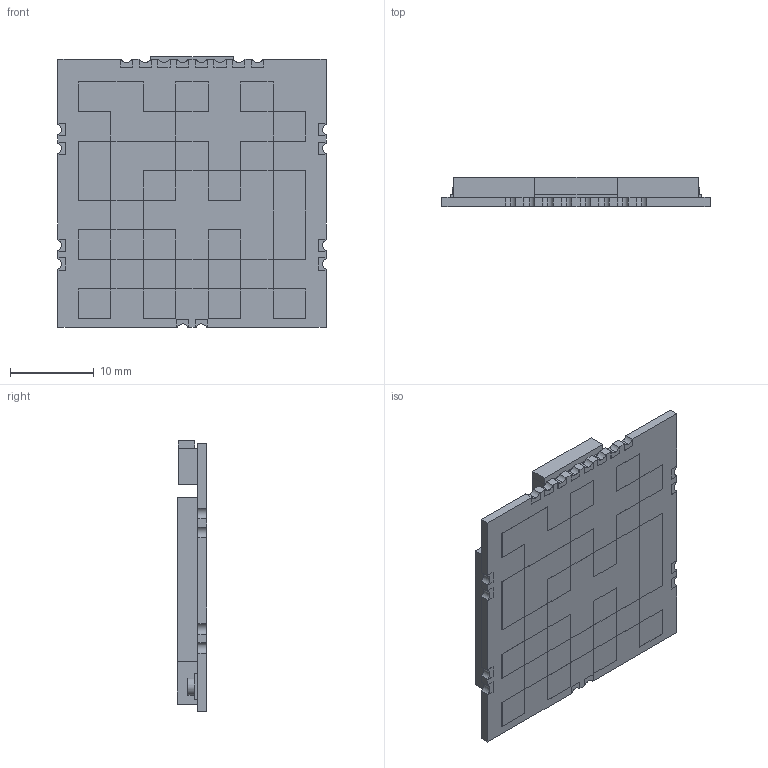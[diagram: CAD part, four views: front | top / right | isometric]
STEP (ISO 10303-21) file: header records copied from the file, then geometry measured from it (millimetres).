
FILE_DESCRIPTION (( 'STEP AP214' ), '1' );
FILE_NAME ('BL-M8812EU2 Long Range Wifi Module.STEP', '2024-11-27T11:16:38', ( '' ), ( '' ), 'SwSTEP 2.0', 'SolidWorks 2023', '' );
FILE_SCHEMA (( 'AUTOMOTIVE_DESIGN' ));
Length unit declared in the file: millimetre
Products named in the file (1): BL-M8812EU2 Long Range Wifi Module
Bounding box: 32 x 3.53 x 32.31 mm (x, y, z)
Volume: 2751.4 mm3; surface area: 4711.6 mm2
Topology: 31 solids, 31 shells, 378 faces, 948 edges, 632 vertices
Faces by surface type: plane 340, cylinder 38
Entity records: 15587 total; most frequent: CARTESIAN_POINT 1959, ORIENTED_EDGE 1896, DIRECTION 1782, EDGE_CURVE 948, LINE 872, VECTOR 872, VERTEX_POINT 632, AXIS2_PLACEMENT_3D 455
